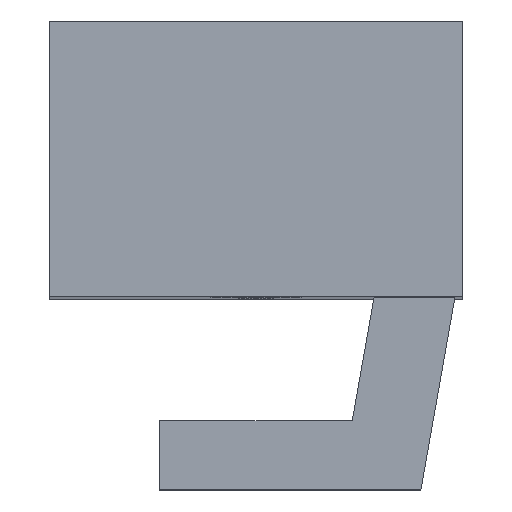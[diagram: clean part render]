
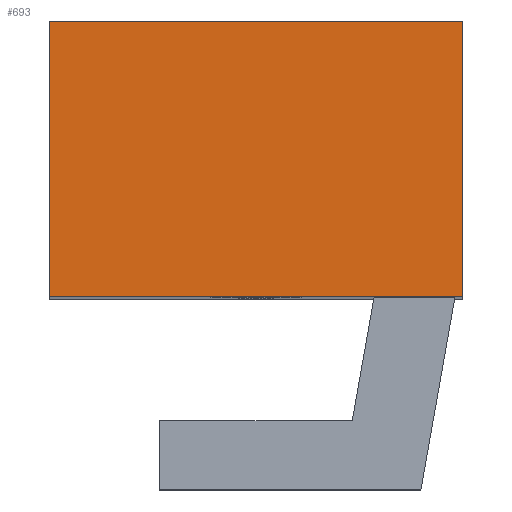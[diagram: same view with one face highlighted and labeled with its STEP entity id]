
A CAD part, top view. The second image highlights one B-rep face of the part: STEP entity #693.
In plain terms, the highlighted planar face has unit normal (0, 0, 1).
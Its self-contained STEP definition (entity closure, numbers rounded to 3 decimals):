
#55=PLANE('',#775);
#93=FACE_OUTER_BOUND('',#149,.T.);
#149=EDGE_LOOP('',(#635,#636,#637,#638));
#203=LINE('',#1151,#265);
#206=LINE('',#1157,#268);
#209=LINE('',#1163,#271);
#212=LINE('',#1167,#274);
#265=VECTOR('',#957,10.);
#268=VECTOR('',#962,10.);
#271=VECTOR('',#967,10.);
#274=VECTOR('',#972,10.);
#361=VERTEX_POINT('',#1148);
#362=VERTEX_POINT('',#1150);
#364=VERTEX_POINT('',#1156);
#366=VERTEX_POINT('',#1162);
#449=EDGE_CURVE('',#362,#361,#203,.T.);
#452=EDGE_CURVE('',#364,#362,#206,.T.);
#455=EDGE_CURVE('',#366,#364,#209,.T.);
#458=EDGE_CURVE('',#361,#366,#212,.T.);
#635=ORIENTED_EDGE('',*,*,#458,.T.);
#636=ORIENTED_EDGE('',*,*,#455,.T.);
#637=ORIENTED_EDGE('',*,*,#452,.T.);
#638=ORIENTED_EDGE('',*,*,#449,.T.);
#693=ADVANCED_FACE('',(#93),#55,.T.);
#775=AXIS2_PLACEMENT_3D('',#1168,#973,#974);
#957=DIRECTION('',(1.,0.,0.));
#962=DIRECTION('',(0.,-1.,0.));
#967=DIRECTION('',(-1.,0.,0.));
#972=DIRECTION('',(0.,1.,0.));
#973=DIRECTION('center_axis',(0.,0.,1.));
#974=DIRECTION('ref_axis',(1.,0.,0.));
#1148=CARTESIAN_POINT('',(30.,-20.,195.));
#1150=CARTESIAN_POINT('',(-30.,-20.,195.));
#1151=CARTESIAN_POINT('',(-30.,-20.,195.));
#1156=CARTESIAN_POINT('',(-30.,20.,195.));
#1157=CARTESIAN_POINT('',(-30.,20.,195.));
#1162=CARTESIAN_POINT('',(30.,20.,195.));
#1163=CARTESIAN_POINT('',(30.,20.,195.));
#1167=CARTESIAN_POINT('',(30.,-20.,195.));
#1168=CARTESIAN_POINT('Origin',(0.,0.,195.));
